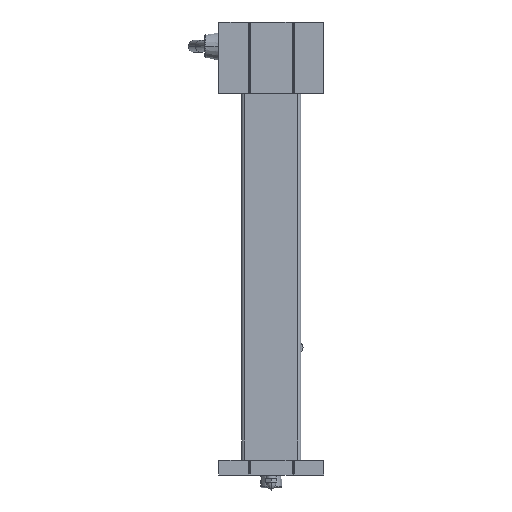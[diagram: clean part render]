
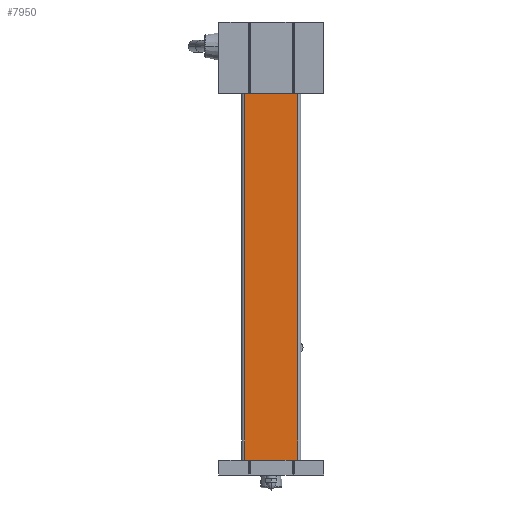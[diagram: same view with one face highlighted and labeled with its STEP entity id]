
A CAD part, front view. The second image highlights one B-rep face of the part: STEP entity #7950.
In plain terms, the highlighted planar face has unit normal (0, -1, 0).
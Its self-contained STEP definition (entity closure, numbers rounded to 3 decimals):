
#735 = EDGE_CURVE ( 'NONE', #817, #15202, #13242, .T. ) ;
#817 = VERTEX_POINT ( 'NONE', #3218 ) ;
#1168 = CARTESIAN_POINT ( 'NONE',  ( 35.5, -37.915, -585. ) ) ;
#1242 = ORIENTED_EDGE ( 'NONE', *, *, #735, .T. ) ;
#1766 = CARTESIAN_POINT ( 'NONE',  ( -35.5, -37.915, -95. ) ) ;
#2006 = DIRECTION ( 'NONE',  ( 0., 1., 0. ) ) ;
#2350 = CARTESIAN_POINT ( 'NONE',  ( -35.5, -37.915, -95. ) ) ;
#3011 = CARTESIAN_POINT ( 'NONE',  ( -35.5, -37.915, -585. ) ) ;
#3218 = CARTESIAN_POINT ( 'NONE',  ( 35.5, -37.915, -95. ) ) ;
#3273 = LINE ( 'NONE', #1168, #9624 ) ;
#3588 = DIRECTION ( 'NONE',  ( 0., 0., 1. ) ) ;
#3606 = CARTESIAN_POINT ( 'NONE',  ( -35.5, -37.915, -585. ) ) ;
#4327 = DIRECTION ( 'NONE',  ( -1., 0., 0. ) ) ;
#4414 = EDGE_LOOP ( 'NONE', ( #1242, #11235, #15693, #8062 ) ) ;
#4740 = EDGE_CURVE ( 'NONE', #5814, #15202, #12770, .T. ) ;
#4887 = DIRECTION ( 'NONE',  ( -1., 0., 0. ) ) ;
#5282 = VECTOR ( 'NONE', #4887, 1000. ) ;
#5814 = VERTEX_POINT ( 'NONE', #3011 ) ;
#6058 = EDGE_CURVE ( 'NONE', #10273, #5814, #8665, .T. ) ;
#6523 = VECTOR ( 'NONE', #4327, 1000. ) ;
#6616 = EDGE_CURVE ( 'NONE', #10273, #817, #3273, .T. ) ;
#6826 = CARTESIAN_POINT ( 'NONE',  ( 35.5, -37.915, -585. ) ) ;
#7072 = PLANE ( 'NONE',  #8170 ) ;
#7950 = ADVANCED_FACE ( 'NONE', ( #16323 ), #7072, .F. ) ;
#8062 = ORIENTED_EDGE ( 'NONE', *, *, #6616, .T. ) ;
#8170 = AXIS2_PLACEMENT_3D ( 'NONE', #8342, #2006, #10861 ) ;
#8342 = CARTESIAN_POINT ( 'NONE',  ( -35.5, -37.915, -585. ) ) ;
#8665 = LINE ( 'NONE', #3606, #5282 ) ;
#8791 = DIRECTION ( 'NONE',  ( 0., 0., 1. ) ) ;
#9435 = VECTOR ( 'NONE', #3588, 1000. ) ;
#9624 = VECTOR ( 'NONE', #8791, 1000. ) ;
#10273 = VERTEX_POINT ( 'NONE', #6826 ) ;
#10861 = DIRECTION ( 'NONE',  ( 0., 0., 1. ) ) ;
#11235 = ORIENTED_EDGE ( 'NONE', *, *, #4740, .F. ) ;
#12770 = LINE ( 'NONE', #13638, #9435 ) ;
#13242 = LINE ( 'NONE', #1766, #6523 ) ;
#13638 = CARTESIAN_POINT ( 'NONE',  ( -35.5, -37.915, -585. ) ) ;
#15202 = VERTEX_POINT ( 'NONE', #2350 ) ;
#15693 = ORIENTED_EDGE ( 'NONE', *, *, #6058, .F. ) ;
#16323 = FACE_OUTER_BOUND ( 'NONE', #4414, .T. ) ;
